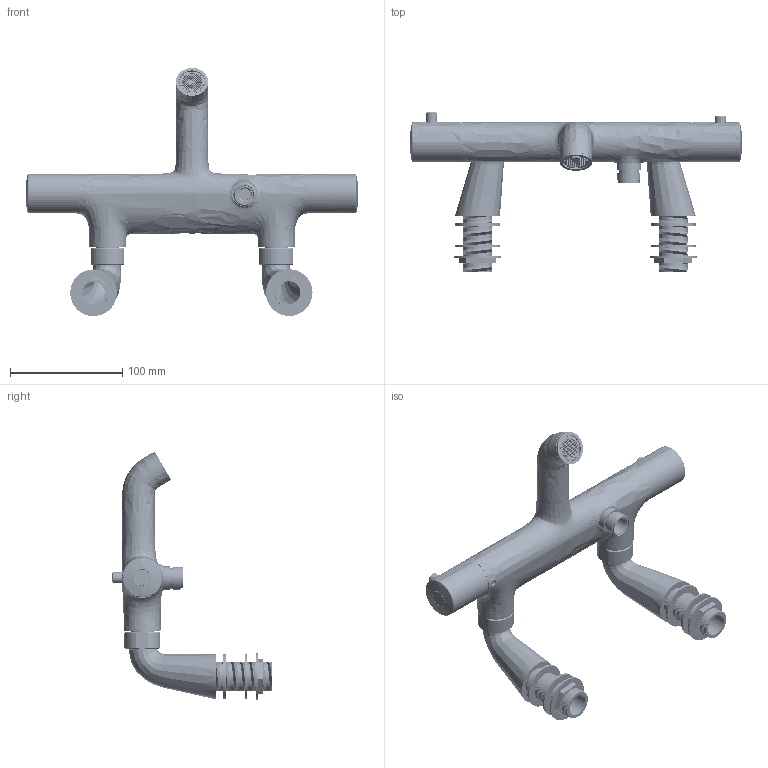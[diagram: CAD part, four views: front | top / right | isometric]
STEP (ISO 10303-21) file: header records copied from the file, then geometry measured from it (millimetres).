
FILE_DESCRIPTION (( 'STEP AP203' ), '1' );
FILE_NAME ('CO307_CO307.LEGS_PART_V10724.STEP', '2024-07-23T15:15:38', ( '' ), ( '' ), 'SwSTEP 2.0', 'SolidWorks 2019', '' );
FILE_SCHEMA (( 'CONFIG_CONTROL_DESIGN' ));
Products named in the file (1): CO307_CO307.LEGS_PART_V10724
Bounding box: 295.15 x 142.08 x 220.61 mm (x, y, z)
Surface area: 314339.1 mm2 (no closed solid volume)
Topology: 0 solids, 223 shells, 7870 faces, 20063 edges, 13167 vertices
Faces by surface type: plane 6096, bspline 1478, cylinder 296
Entity records: 378171 total; most frequent: CARTESIAN_POINT 235356, ORIENTED_EDGE 40040, EDGE_CURVE 20055, B_SPLINE_CURVE_WITH_KNOTS 17097, DIRECTION 13286, VERTEX_POINT 13167, EDGE_LOOP 8531, FACE_OUTER_BOUND 7870
